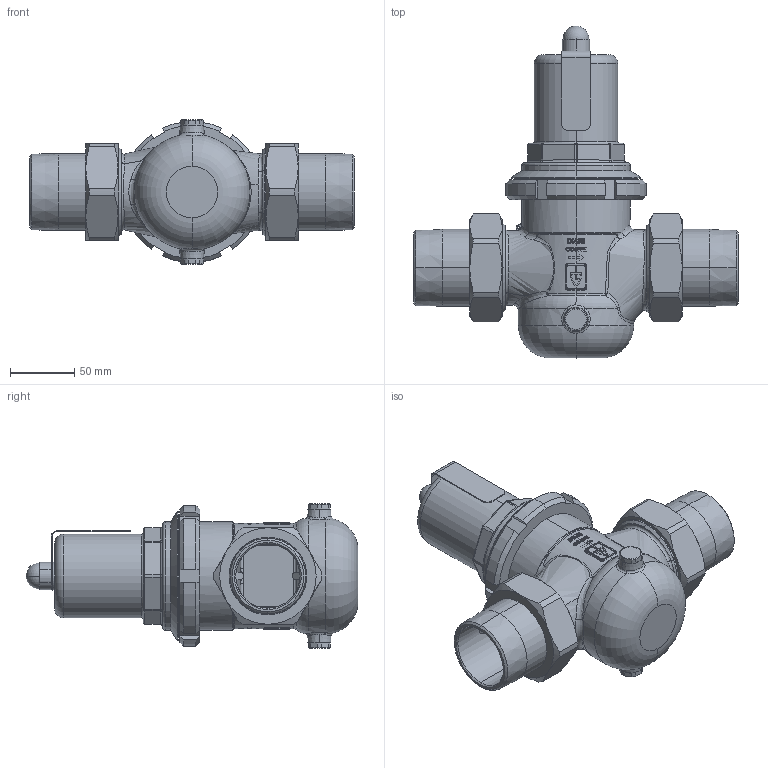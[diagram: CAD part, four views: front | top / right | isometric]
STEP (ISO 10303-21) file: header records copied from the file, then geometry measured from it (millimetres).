
FILE_DESCRIPTION (( 'STEP AP214' ), '1' );
FILE_NAME ('681 LP 50 Dummy.STEP', '2012-06-28T11:19:59', ( 'Blankenhorn' ), ( '' ), 'SwSTEP 2.0', 'SolidWorks 2011', '' );
FILE_SCHEMA (( 'AUTOMOTIVE_DESIGN' ));
Length unit declared in the file: millimetre
Products named in the file (1): 681 LP 50 Dummy
Bounding box: 252 x 258 x 112 mm (x, y, z)
Volume: 640193.3 mm3; surface area: 276188.5 mm2
Topology: 14 solids, 14 shells, 1153 faces, 2895 edges, 1808 vertices
Faces by surface type: plane 371, cylinder 294, bspline 239, cone 149, torus 92, sphere 8
Entity records: 67434 total; most frequent: CARTESIAN_POINT 28989, ORIENTED_EDGE 5728, DIRECTION 4791, EDGE_CURVE 2864, AXIS2_PLACEMENT_3D 1856, VERTEX_POINT 1801, EDGE_LOOP 1247, UNCERTAINTY_MEASURE_WITH_UNIT 1169
